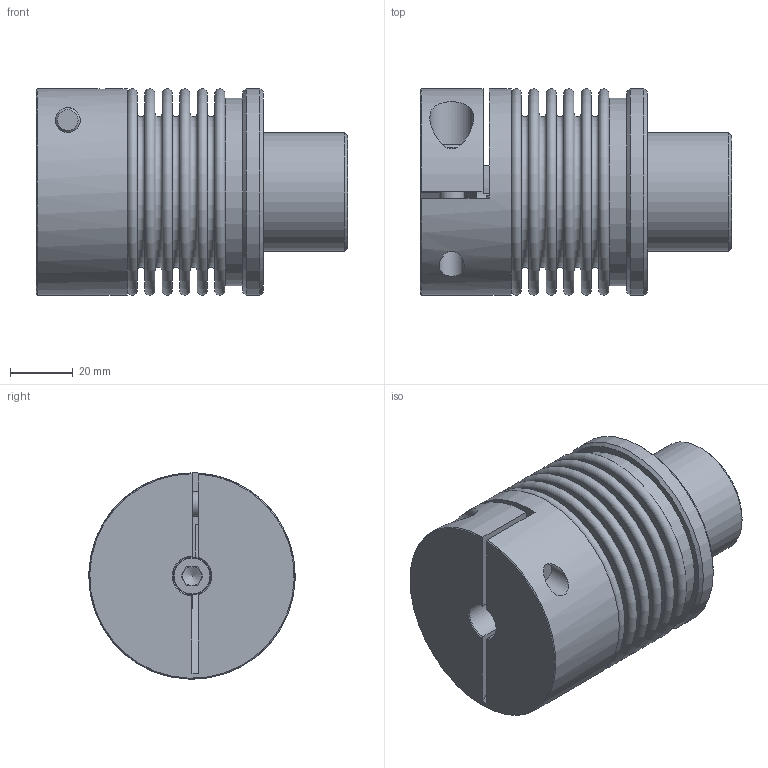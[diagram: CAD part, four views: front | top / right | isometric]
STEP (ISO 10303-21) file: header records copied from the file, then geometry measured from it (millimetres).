
FILE_DESCRIPTION( ( 'Unknown' ), '1' );
FILE_NAME( 'KB8-60-72.stp', 'Unknown', ( 'Unknown' ), ( 'Unknown' ), 'PSStep 16.0.42', 'Unknown', ' ' );
FILE_SCHEMA( ( 'AUTOMOTIVE_DESIGN { 1 0 10303 214 1 1 1 1 }' ) );
Length unit declared in the file: millimetre
Products named in the file (5): Assem1; BL60_Standard_0; KN60_N24; Socket Head Cap Screw_DIN_DIN 912 M8 x 25 --- 25N_1; Spreiznabe60
Assembly tree (5 placements, depth 2):
  Assem1
    BL60_Standard_0
    KN60_N24
    Socket Head Cap Screw_DIN_DIN 912 M8 x 25 --- 25N_1  x2
    Spreiznabe60
Bounding box: 99.5 x 66 x 66 mm (x, y, z)
Volume: 171127.6 mm3; surface area: 80134.8 mm2
Topology: 5 solids, 5 shells, 127 faces, 248 edges, 159 vertices
Faces by surface type: plane 70, torus 28, cylinder 19, cone 10
Full cylindrical faces by diameter (mm): 8 x3, 8.5 x1, 12 x1, 13 x2, 14 x1, 38 x1, 56.3 x2, 57.3 x2, 60 x1, 66 x2
Entity records: 3581 total; most frequent: CARTESIAN_POINT 576, DIRECTION 465, ORIENTED_EDGE 300, AXIS2_PLACEMENT_3D 210, EDGE_LOOP 186, EDGE_CURVE 150, FACE_OUTER_BOUND 146, VERTEX_POINT 137
